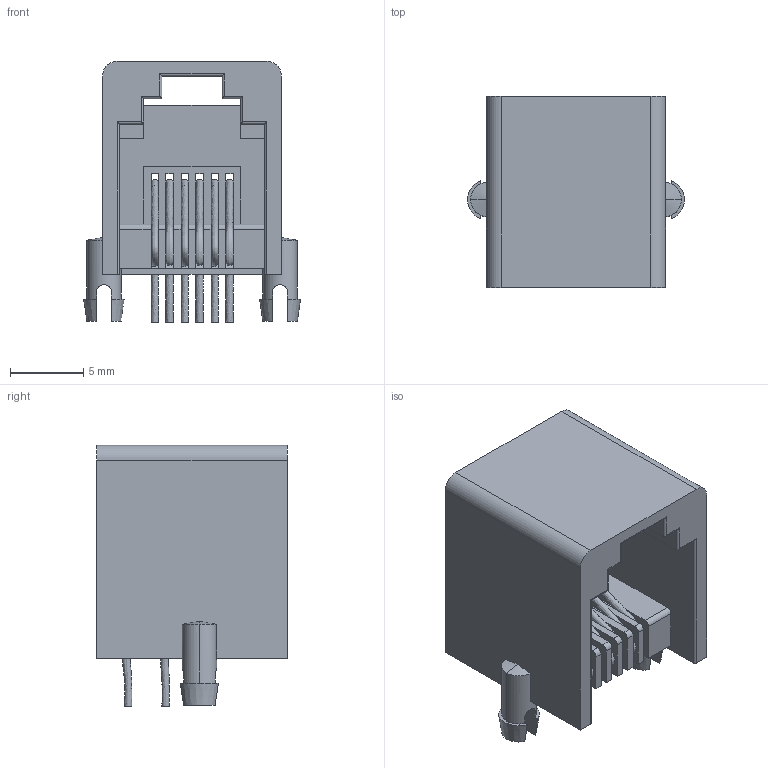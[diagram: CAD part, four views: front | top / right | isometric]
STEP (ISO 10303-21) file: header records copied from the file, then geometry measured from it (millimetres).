
FILE_DESCRIPTION(('STEP AP214'),'1');
FILE_NAME('43754.stp','2014-10-28T17:17:57',('TraceParts'),('TraceParts S.A.'),'XStep 1.0',' ',' ');
FILE_SCHEMA(('automotive_design'));
Length unit declared in the file: millimetre
Products named in the file (7): Assem1|NAUO1;615006138421_PIN; Assem1|NAUO2;615006138421_PIN; Assem1|NAUO3;615006138421_PIN; Assem1|NAUO4;615006138421_PIN_LONGUE; Assem1|NAUO5;615006138421_PIN_LONGUE; Assem1|NAUO6;615006138421_PIN_LONGUE; Assem1|NAUO7;615006138421
Bounding box: 14.78 x 13 x 17.8 mm (x, y, z)
Volume: 1069.1 mm3; surface area: 2180.9 mm2
Topology: 7 solids, 7 shells, 193 faces, 578 edges, 380 vertices
Faces by surface type: plane 149, cylinder 28, cone 10, bspline 6
Entity records: 21542 total; most frequent: CARTESIAN_POINT 9854, ORIENTED_EDGE 1156, STYLED_ITEM 1151, PRESENTATION_STYLE_ASSIGNMENT 1151, COLOUR_RGB 1151, DIRECTION 1026, EDGE_CURVE 578, CURVE_STYLE 578
